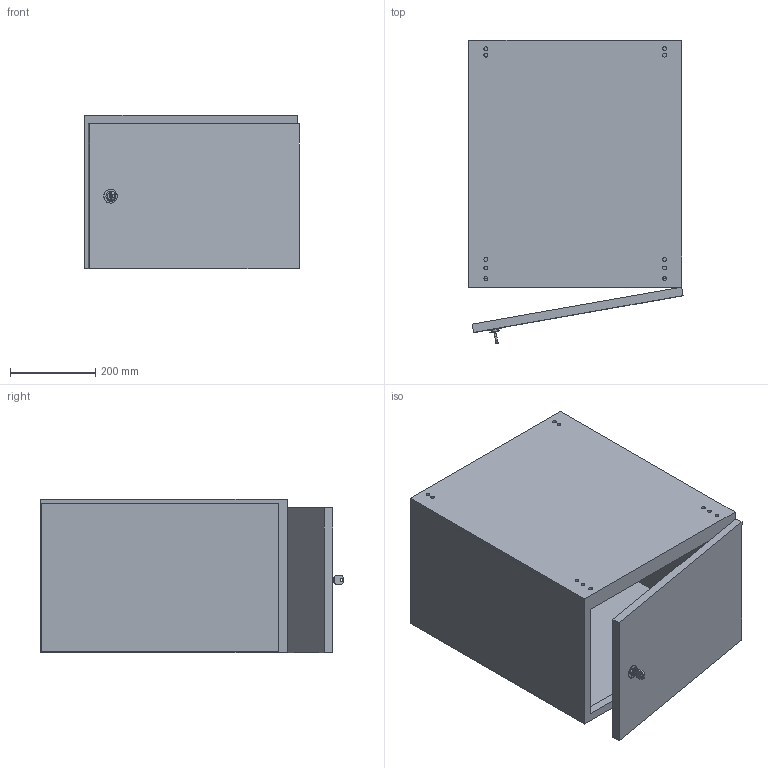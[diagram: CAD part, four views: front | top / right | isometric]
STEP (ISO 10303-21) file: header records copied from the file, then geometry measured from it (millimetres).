
FILE_DESCRIPTION(/* description */ ('Türen-Unterschrank, klein, rechts'),/* implementation_level */ '2;1');
FILE_NAME(/* name */ 'ZEI_CAD_320815-3-REV00_#SALL_#AIN_#V1.step',/* time_stamp */ '2022-09-15T22:44:40+02:00',/* author */ ('MiniTec'),/* organization */ ('MiniTec GmbH & Co.KG'),/* preprocessor_version */ 'ST-DEVELOPER v18.1',/* originating_system */ 'Autodesk Inventor 2021',/* authorisation */ '');
FILE_SCHEMA (('CONFIG_CONTROL_DESIGN'));
Length unit declared in the file: millimetre
Products named in the file (1): leer
Bounding box: 503.47 x 712.74 x 360 mm (x, y, z)
Volume: 8723781.1 mm3; surface area: 2777082.9 mm2
Topology: 2 solids, 2 shells, 85 faces, 224 edges, 139 vertices
Faces by surface type: plane 60, cylinder 22, cone 2, sphere 1
Full cylindrical faces by diameter (mm): 9 x10, 17 x2, 32 x1
Entity records: 2723 total; most frequent: CARTESIAN_POINT 454, ORIENTED_EDGE 450, DIRECTION 450, EDGE_CURVE 225, LINE 168, VECTOR 168, AXIS2_PLACEMENT_3D 141, VERTEX_POINT 139
